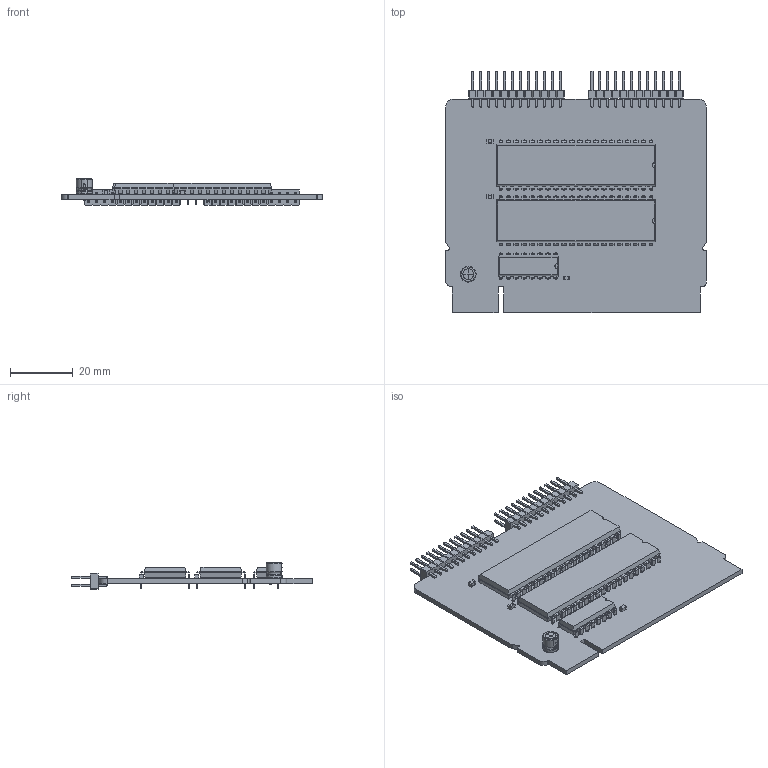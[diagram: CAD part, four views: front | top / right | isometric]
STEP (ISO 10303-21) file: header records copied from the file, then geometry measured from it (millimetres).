
FILE_DESCRIPTION(('KiCad electronic assembly'),'2;1');
FILE_NAME('VIAs.step','2024-07-25T00:17:49',('Pcbnew'),('Kicad'), 'Open CASCADE STEP processor 7.6','KiCad to STEP converter','Unknown' );
FILE_SCHEMA(('AUTOMOTIVE_DESIGN { 1 0 10303 214 1 1 1 1 }'));
Length unit declared in the file: millimetre
Products named in the file (12): VIAs 1; C_0805_2012Metric; DIP-40_W15.24mm; DIP-16_W7.62mm; CP_Radial_D5.0mm_P2.50mm; CP_Radial_D50mm_P250mm; PinHeader_2x12_P2.54mm_Vertical; PinHeader_2x12_P254mm_Vertical; VIAs_PCB
Assembly tree (15 placements, depth 3):
  VIAs 1
    C_0805_2012Metric  x3
      C_0805_2012Metric
    DIP-40_W15.24mm  x2
      DIP-40_W15.24mm
    DIP-16_W7.62mm
      DIP-16_W7.62mm
    CP_Radial_D5.0mm_P2.50mm
      CP_Radial_D50mm_P250mm
    PinHeader_2x12_P2.54mm_Vertical  x2
      PinHeader_2x12_P254mm_Vertical
    VIAs_PCB
Bounding box: 83.31 x 77.06 x 8.37 mm (x, y, z)
Volume: 14874 mm3; surface area: 19472.9 mm2
Topology: 10 solids, 11 shells, 2941 faces, 7634 edges, 4819 vertices
Faces by surface type: plane 2448, cylinder 348, bspline 138, revolution 5, torus 2
Full cylindrical faces by diameter (mm): 0.5 x2, 0.8 x98
Entity records: 63313 total; most frequent: CARTESIAN_POINT 10465, ORIENTED_EDGE 8816, DIRECTION 8085, EDGE_CURVE 4408, LINE 3838, VECTOR 3838, VERTEX_POINT 2789, AXIS2_PLACEMENT_3D 2121
